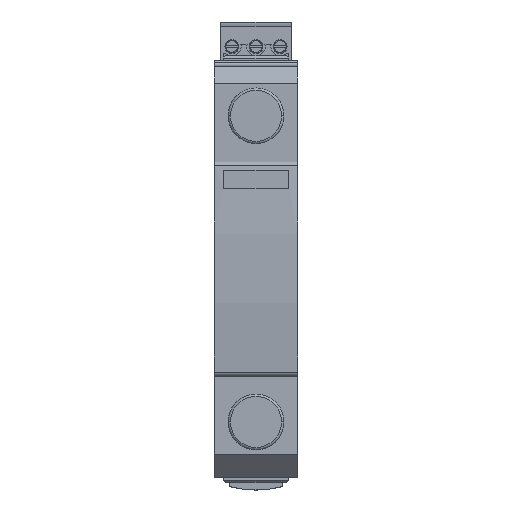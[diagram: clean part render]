
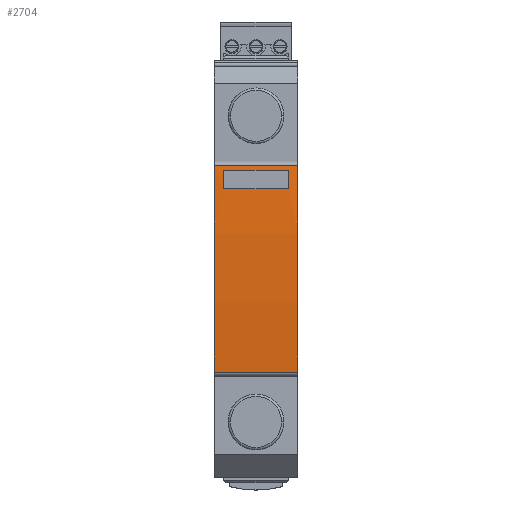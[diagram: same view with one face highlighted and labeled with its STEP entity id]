
A CAD part, top view. The second image highlights one B-rep face of the part: STEP entity #2704.
In plain terms, the highlighted cylindrical face has radius 199.999 mm (diameter 399.999 mm), a partial arc.
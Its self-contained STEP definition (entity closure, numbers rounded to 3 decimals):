
#23 = CARTESIAN_POINT ( 'NONE',  ( 32.239, 22.312, 65.252 ) ) ;
#248 = EDGE_CURVE ( 'NONE', #2732, #7219, #7759, .T. ) ;
#306 = AXIS2_PLACEMENT_3D ( 'NONE', #9881, #3810, #10904 ) ;
#726 = DIRECTION ( 'NONE',  ( -1., 0., 0. ) ) ;
#761 = CARTESIAN_POINT ( 'NONE',  ( 32.239, 17.2, 65.759 ) ) ;
#793 = LINE ( 'NONE', #5217, #6264 ) ;
#799 = FACE_BOUND ( 'NONE', #12923, .T. ) ;
#958 = ORIENTED_EDGE ( 'NONE', *, *, #11422, .T. ) ;
#1198 = ORIENTED_EDGE ( 'NONE', *, *, #3281, .T. ) ;
#1330 = CARTESIAN_POINT ( 'NONE',  ( 9., 0., -133.499 ) ) ;
#1501 = VECTOR ( 'NONE', #2090, 1000. ) ;
#1566 = CARTESIAN_POINT ( 'NONE',  ( -7., 17.2, 65.759 ) ) ;
#1885 = EDGE_CURVE ( 'NONE', #7772, #7083, #5978, .T. ) ;
#1916 = LINE ( 'NONE', #12166, #12402 ) ;
#1958 = AXIS2_PLACEMENT_3D ( 'NONE', #3076, #10159, #4095 ) ;
#2090 = DIRECTION ( 'NONE',  ( -1., 0., 0. ) ) ;
#2257 = CARTESIAN_POINT ( 'NONE',  ( -9., 22.312, 65.252 ) ) ;
#2280 = CARTESIAN_POINT ( 'NONE',  ( -9., -22.312, 65.252 ) ) ;
#2374 = DIRECTION ( 'NONE',  ( 0., -1., 0. ) ) ;
#2475 = CARTESIAN_POINT ( 'NONE',  ( -7., 0., -133.499 ) ) ;
#2704 = ADVANCED_FACE ( 'NONE', ( #4200, #799 ), #5950, .T. ) ;
#2732 = VERTEX_POINT ( 'NONE', #2854 ) ;
#2854 = CARTESIAN_POINT ( 'NONE',  ( 9., 22.312, 65.252 ) ) ;
#3076 = CARTESIAN_POINT ( 'NONE',  ( -9., 0., -133.499 ) ) ;
#3281 = EDGE_CURVE ( 'NONE', #4197, #7219, #1916, .T. ) ;
#3365 = VERTEX_POINT ( 'NONE', #4198 ) ;
#3519 = DIRECTION ( 'NONE',  ( 0., 0., -1. ) ) ;
#3756 = CIRCLE ( 'NONE', #6961, 199.999 ) ;
#3810 = DIRECTION ( 'NONE',  ( 1., 0., 0. ) ) ;
#4062 = DIRECTION ( 'NONE',  ( 1., 0., 0. ) ) ;
#4095 = DIRECTION ( 'NONE',  ( 0., -1., 0. ) ) ;
#4140 = CARTESIAN_POINT ( 'NONE',  ( 7., 17.2, 65.759 ) ) ;
#4197 = VERTEX_POINT ( 'NONE', #2280 ) ;
#4198 = CARTESIAN_POINT ( 'NONE',  ( -7., 21.2, 65.373 ) ) ;
#4200 = FACE_OUTER_BOUND ( 'NONE', #11183, .T. ) ;
#4251 = LINE ( 'NONE', #23, #1501 ) ;
#5217 = CARTESIAN_POINT ( 'NONE',  ( 32.239, 21.2, 65.373 ) ) ;
#5652 = VECTOR ( 'NONE', #6893, 1000. ) ;
#5950 = CYLINDRICAL_SURFACE ( 'NONE', #12375, 199.999 ) ;
#5978 = LINE ( 'NONE', #761, #5652 ) ;
#6264 = VECTOR ( 'NONE', #12285, 1000. ) ;
#6369 = AXIS2_PLACEMENT_3D ( 'NONE', #1330, #8462, #2374 ) ;
#6590 = ORIENTED_EDGE ( 'NONE', *, *, #11668, .T. ) ;
#6893 = DIRECTION ( 'NONE',  ( -1., 0., 0. ) ) ;
#6961 = AXIS2_PLACEMENT_3D ( 'NONE', #2475, #9584, #3519 ) ;
#7083 = VERTEX_POINT ( 'NONE', #1566 ) ;
#7219 = VERTEX_POINT ( 'NONE', #7838 ) ;
#7348 = EDGE_CURVE ( 'NONE', #4197, #11540, #11205, .T. ) ;
#7563 = ORIENTED_EDGE ( 'NONE', *, *, #1885, .T. ) ;
#7589 = EDGE_CURVE ( 'NONE', #12296, #7772, #8980, .T. ) ;
#7759 = CIRCLE ( 'NONE', #6369, 199.999 ) ;
#7772 = VERTEX_POINT ( 'NONE', #4140 ) ;
#7838 = CARTESIAN_POINT ( 'NONE',  ( 9., -22.312, 65.252 ) ) ;
#7855 = DIRECTION ( 'NONE',  ( 0., -1., 0. ) ) ;
#8462 = DIRECTION ( 'NONE',  ( 1., 0., 0. ) ) ;
#8537 = ORIENTED_EDGE ( 'NONE', *, *, #7348, .F. ) ;
#8664 = ORIENTED_EDGE ( 'NONE', *, *, #7589, .T. ) ;
#8965 = EDGE_CURVE ( 'NONE', #3365, #12296, #793, .T. ) ;
#8980 = CIRCLE ( 'NONE', #306, 199.999 ) ;
#9437 = CARTESIAN_POINT ( 'NONE',  ( 7., 21.2, 65.373 ) ) ;
#9584 = DIRECTION ( 'NONE',  ( -1., 0., 0. ) ) ;
#9856 = CARTESIAN_POINT ( 'NONE',  ( 32.239, 0., -133.499 ) ) ;
#9881 = CARTESIAN_POINT ( 'NONE',  ( 7., 0., -133.499 ) ) ;
#10159 = DIRECTION ( 'NONE',  ( -1., 0., 0. ) ) ;
#10904 = DIRECTION ( 'NONE',  ( 0., -1., 0. ) ) ;
#11079 = ORIENTED_EDGE ( 'NONE', *, *, #8965, .T. ) ;
#11183 = EDGE_LOOP ( 'NONE', ( #12251, #958, #8537, #1198 ) ) ;
#11205 = CIRCLE ( 'NONE', #1958, 199.999 ) ;
#11422 = EDGE_CURVE ( 'NONE', #2732, #11540, #4251, .T. ) ;
#11540 = VERTEX_POINT ( 'NONE', #2257 ) ;
#11668 = EDGE_CURVE ( 'NONE', #7083, #3365, #3756, .T. ) ;
#12166 = CARTESIAN_POINT ( 'NONE',  ( 32.239, -22.312, 65.252 ) ) ;
#12251 = ORIENTED_EDGE ( 'NONE', *, *, #248, .F. ) ;
#12285 = DIRECTION ( 'NONE',  ( 1., 0., 0. ) ) ;
#12296 = VERTEX_POINT ( 'NONE', #9437 ) ;
#12375 = AXIS2_PLACEMENT_3D ( 'NONE', #9856, #726, #7855 ) ;
#12402 = VECTOR ( 'NONE', #4062, 1000. ) ;
#12923 = EDGE_LOOP ( 'NONE', ( #7563, #6590, #11079, #8664 ) ) ;
